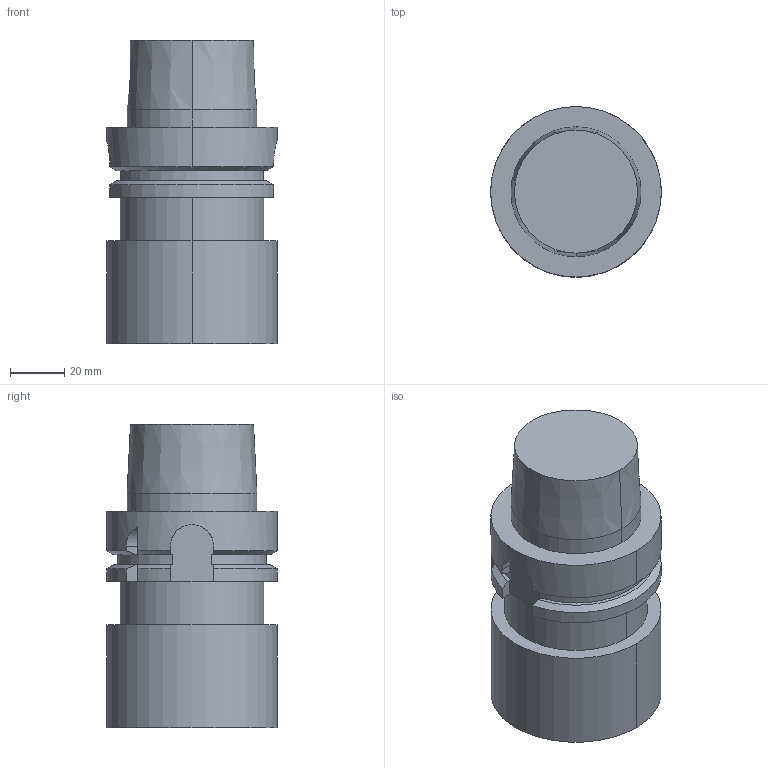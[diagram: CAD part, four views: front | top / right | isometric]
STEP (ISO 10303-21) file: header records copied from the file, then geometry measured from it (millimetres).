
FILE_DESCRIPTION((''),'2;1');
FILE_NAME('8420606396','2020-05-28T13:03:10',('thiemer'),(''),'CREO PARAMETRIC BY PTC INC, 2018400','CREO PARAMETRIC BY PTC INC, 2018400','');
FILE_SCHEMA(('AUTOMOTIVE_DESIGN { 1 0 10303 214 1 1 1 1 }'));
Length unit declared in the file: millimetre
Products named in the file (1): 8420606396
Bounding box: 63 x 63 x 112 mm (x, y, z)
Volume: 249719.1 mm3; surface area: 32939.5 mm2
Topology: 1 solids, 1 shells, 53 faces, 140 edges, 92 vertices
Faces by surface type: plane 26, cylinder 19, cone 8
Entity records: 2549 total; most frequent: CARTESIAN_POINT 406, DIRECTION 312, ORIENTED_EDGE 280, PRESENTATION_STYLE_ASSIGNMENT 159, STYLED_ITEM 159, CURVE_STYLE 158, EDGE_CURVE 140, AXIS2_PLACEMENT_3D 116
